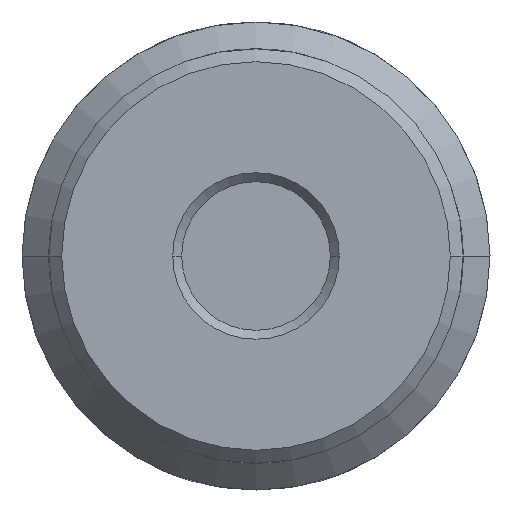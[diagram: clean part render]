
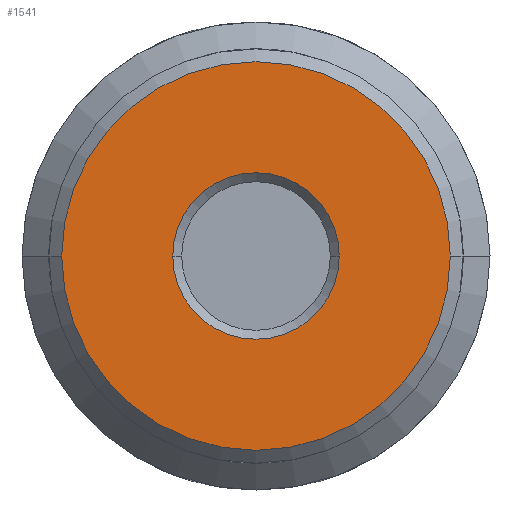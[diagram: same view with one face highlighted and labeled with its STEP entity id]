
A CAD part, left-side view. The second image highlights one B-rep face of the part: STEP entity #1541.
In plain terms, the highlighted planar face has unit normal (-1, 0, 0).
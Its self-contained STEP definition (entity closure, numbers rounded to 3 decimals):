
#115=CARTESIAN_POINT('',(0.,0.,0.));
#116=DIRECTION('',(-1.,0.,0.));
#117=DIRECTION('',(0.,1.,0.));
#118=AXIS2_PLACEMENT_3D('',#115,#116,#117);
#124=CARTESIAN_POINT('',(0.,0.,0.));
#125=DIRECTION('',(-1.,0.,0.));
#126=DIRECTION('',(0.,-1.,0.));
#127=AXIS2_PLACEMENT_3D('',#124,#125,#126);
#132=CARTESIAN_POINT('',(0.,0.,0.));
#133=DIRECTION('',(-1.,0.,0.));
#134=DIRECTION('',(0.,1.,0.));
#135=AXIS2_PLACEMENT_3D('',#132,#133,#134);
#140=CARTESIAN_POINT('',(0.,0.,0.));
#141=DIRECTION('',(-1.,0.,0.));
#142=DIRECTION('',(0.,-1.,0.));
#143=AXIS2_PLACEMENT_3D('',#140,#141,#142);
#1388=CARTESIAN_POINT('',(0.,4.953,0.));
#1389=CARTESIAN_POINT('',(0.,-4.953,0.));
#1390=VERTEX_POINT('',#1388);
#1391=VERTEX_POINT('',#1389);
#1400=CARTESIAN_POINT('',(0.,11.557,0.));
#1401=CARTESIAN_POINT('',(0.,-11.557,0.));
#1402=VERTEX_POINT('',#1400);
#1403=VERTEX_POINT('',#1401);
#1524=CARTESIAN_POINT('',(0.,0.,0.));
#1525=DIRECTION('',(1.,0.,0.));
#1526=DIRECTION('',(0.,0.,-1.));
#1527=AXIS2_PLACEMENT_3D('',#1524,#1525,#1526);
#1528=PLANE('',#1527);
#1530=ORIENTED_EDGE('',*,*,#1529,.F.);
#1532=ORIENTED_EDGE('',*,*,#1531,.F.);
#1533=EDGE_LOOP('',(#1530,#1532));
#1534=FACE_OUTER_BOUND('',#1533,.F.);
#1536=ORIENTED_EDGE('',*,*,#1535,.T.);
#1538=ORIENTED_EDGE('',*,*,#1537,.T.);
#1539=EDGE_LOOP('',(#1536,#1538));
#1540=FACE_BOUND('',#1539,.F.);
#119=CIRCLE('',#118,4.953);
#128=CIRCLE('',#127,4.953);
#136=CIRCLE('',#135,11.557);
#144=CIRCLE('',#143,11.557);
#1529=EDGE_CURVE('',#1402,#1403,#136,.T.);
#1531=EDGE_CURVE('',#1403,#1402,#144,.T.);
#1535=EDGE_CURVE('',#1390,#1391,#119,.T.);
#1537=EDGE_CURVE('',#1391,#1390,#128,.T.);
#1541=ADVANCED_FACE('',(#1534,#1540),#1528,.F.);
